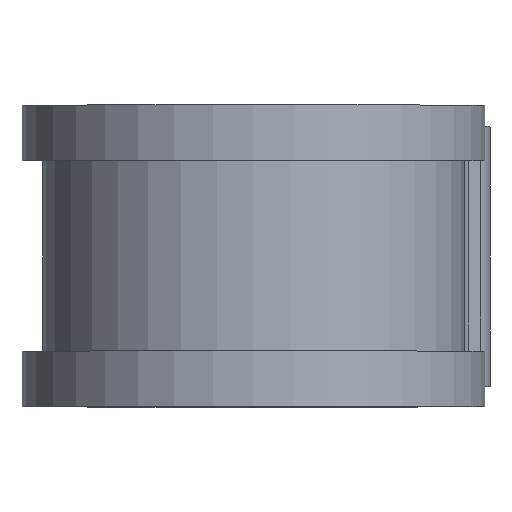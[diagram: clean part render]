
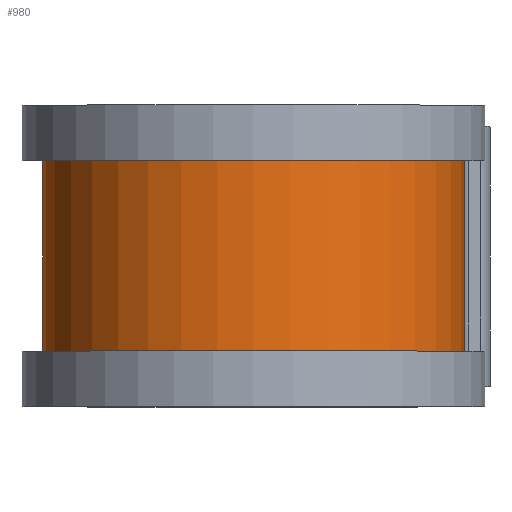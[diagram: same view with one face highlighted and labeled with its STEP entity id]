
A CAD part, top view. The second image highlights one B-rep face of the part: STEP entity #980.
In plain terms, the highlighted cylindrical face has radius 15.443 mm (diameter 30.886 mm), a partial arc.
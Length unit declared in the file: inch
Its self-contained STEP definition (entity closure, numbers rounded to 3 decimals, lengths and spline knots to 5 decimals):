
#8 = CARTESIAN_POINT ( 'NONE',  ( 0., -0.275, -0.608 ) ) ;
#58 = DIRECTION ( 'NONE',  ( 0., 0., -1. ) ) ;
#63 = LINE ( 'NONE', #451, #1475 ) ;
#187 = LINE ( 'NONE', #1430, #919 ) ;
#281 = CARTESIAN_POINT ( 'NONE',  ( 0., 0.275, -0.608 ) ) ;
#285 = VERTEX_POINT ( 'NONE', #8 ) ;
#304 = DIRECTION ( 'NONE',  ( 0., -1., 0. ) ) ;
#311 = DIRECTION ( 'NONE',  ( 0., -1., 0. ) ) ;
#451 = CARTESIAN_POINT ( 'NONE',  ( 0.608, 0.375, 0. ) ) ;
#565 = AXIS2_PLACEMENT_3D ( 'NONE', #1427, #1494, #58 ) ;
#569 = CARTESIAN_POINT ( 'NONE',  ( 0.608, -0.275, 0. ) ) ;
#572 = DIRECTION ( 'NONE',  ( 0., 0., -1. ) ) ;
#599 = EDGE_CURVE ( 'NONE', #1713, #1695, #63, .T. ) ;
#645 = ORIENTED_EDGE ( 'NONE', *, *, #1135, .T. ) ;
#742 = ORIENTED_EDGE ( 'NONE', *, *, #1688, .T. ) ;
#803 = DIRECTION ( 'NONE',  ( 0., -1., 0. ) ) ;
#919 = VECTOR ( 'NONE', #304, 39.37008 ) ;
#945 = AXIS2_PLACEMENT_3D ( 'NONE', #1757, #803, #572 ) ;
#980 = ADVANCED_FACE ( 'NONE', ( #1297 ), #1257, .T. ) ;
#1080 = DIRECTION ( 'NONE',  ( 0., -1., 0. ) ) ;
#1096 = ORIENTED_EDGE ( 'NONE', *, *, #599, .F. ) ;
#1126 = CIRCLE ( 'NONE', #565, 0.608 ) ;
#1135 = EDGE_CURVE ( 'NONE', #1713, #1563, #1126, .T. ) ;
#1185 = CARTESIAN_POINT ( 'NONE',  ( 0., -0.275, 0. ) ) ;
#1196 = ORIENTED_EDGE ( 'NONE', *, *, #1716, .F. ) ;
#1257 = CYLINDRICAL_SURFACE ( 'NONE', #945, 0.608 ) ;
#1263 = EDGE_LOOP ( 'NONE', ( #1096, #645, #742, #1196 ) ) ;
#1271 = CIRCLE ( 'NONE', #1753, 0.608 ) ;
#1297 = FACE_OUTER_BOUND ( 'NONE', #1263, .T. ) ;
#1305 = DIRECTION ( 'NONE',  ( 0., 0., -1. ) ) ;
#1427 = CARTESIAN_POINT ( 'NONE',  ( 0., 0.275, 0. ) ) ;
#1430 = CARTESIAN_POINT ( 'NONE',  ( 0., 0.375, -0.608 ) ) ;
#1475 = VECTOR ( 'NONE', #1080, 39.37008 ) ;
#1494 = DIRECTION ( 'NONE',  ( 0., -1., 0. ) ) ;
#1563 = VERTEX_POINT ( 'NONE', #281 ) ;
#1675 = CARTESIAN_POINT ( 'NONE',  ( 0.608, 0.275, 0. ) ) ;
#1688 = EDGE_CURVE ( 'NONE', #1563, #285, #187, .T. ) ;
#1695 = VERTEX_POINT ( 'NONE', #569 ) ;
#1713 = VERTEX_POINT ( 'NONE', #1675 ) ;
#1716 = EDGE_CURVE ( 'NONE', #1695, #285, #1271, .T. ) ;
#1753 = AXIS2_PLACEMENT_3D ( 'NONE', #1185, #311, #1305 ) ;
#1757 = CARTESIAN_POINT ( 'NONE',  ( 0., 0.375, 0. ) ) ;
